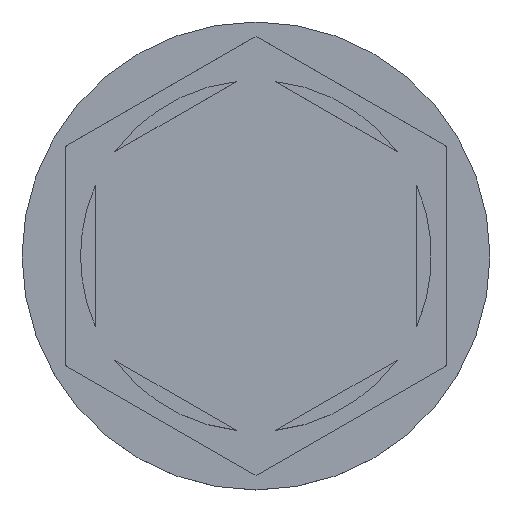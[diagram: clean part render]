
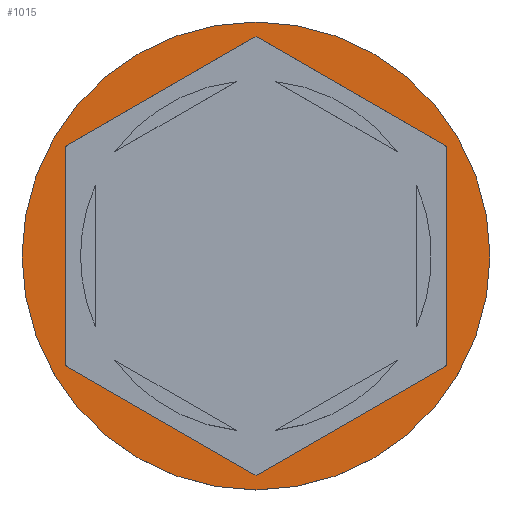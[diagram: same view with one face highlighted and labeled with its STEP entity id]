
A CAD part, top view. The second image highlights one B-rep face of the part: STEP entity #1015.
In plain terms, the highlighted planar face has unit normal (0, 0, 1).
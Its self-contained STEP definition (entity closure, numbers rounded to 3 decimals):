
#91 = LINE ( 'NONE', #861, #1147 ) ;
#102 = DIRECTION ( 'NONE',  ( 1., 0., 0. ) ) ;
#110 = DIRECTION ( 'NONE',  ( 0., -1., 0. ) ) ;
#117 = LINE ( 'NONE', #1637, #948 ) ;
#119 = FACE_OUTER_BOUND ( 'NONE', #1222, .T. ) ;
#122 = LINE ( 'NONE', #521, #1324 ) ;
#268 = EDGE_CURVE ( 'NONE', #1130, #1759, #967, .T. ) ;
#379 = DIRECTION ( 'NONE',  ( 1., 0., 0. ) ) ;
#380 = VERTEX_POINT ( 'NONE', #943 ) ;
#474 = ORIENTED_EDGE ( 'NONE', *, *, #1277, .F. ) ;
#491 = CIRCLE ( 'NONE', #786, 8. ) ;
#493 = PLANE ( 'NONE',  #1576 ) ;
#521 = CARTESIAN_POINT ( 'NONE',  ( -6.5, 3.753, 0. ) ) ;
#548 = CARTESIAN_POINT ( 'NONE',  ( -6.5, -3.753, 0. ) ) ;
#570 = ORIENTED_EDGE ( 'NONE', *, *, #1436, .T. ) ;
#614 = CARTESIAN_POINT ( 'NONE',  ( 0., 7.506, 0. ) ) ;
#618 = VECTOR ( 'NONE', #2474, 1000. ) ;
#630 = DIRECTION ( 'NONE',  ( -0.866, -0.5, 0. ) ) ;
#670 = EDGE_CURVE ( 'NONE', #2309, #1130, #122, .T. ) ;
#674 = ORIENTED_EDGE ( 'NONE', *, *, #1449, .F. ) ;
#749 = LINE ( 'NONE', #924, #618 ) ;
#786 = AXIS2_PLACEMENT_3D ( 'NONE', #1063, #848, #102 ) ;
#809 = LINE ( 'NONE', #614, #1999 ) ;
#848 = DIRECTION ( 'NONE',  ( 0., 0., 1. ) ) ;
#861 = CARTESIAN_POINT ( 'NONE',  ( 6.5, -3.753, 0. ) ) ;
#924 = CARTESIAN_POINT ( 'NONE',  ( 0., -7.506, 0. ) ) ;
#933 = ORIENTED_EDGE ( 'NONE', *, *, #1695, .T. ) ;
#943 = CARTESIAN_POINT ( 'NONE',  ( 8., 0., 0. ) ) ;
#948 = VECTOR ( 'NONE', #1073, 1000. ) ;
#967 = LINE ( 'NONE', #1927, #1196 ) ;
#1015 = ADVANCED_FACE ( 'NONE', ( #1075, #119 ), #493, .T. ) ;
#1063 = CARTESIAN_POINT ( 'NONE',  ( 0., 0., 0. ) ) ;
#1073 = DIRECTION ( 'NONE',  ( -0.866, 0.5, 0. ) ) ;
#1075 = FACE_BOUND ( 'NONE', #1389, .T. ) ;
#1090 = DIRECTION ( 'NONE',  ( 0., 0., 1. ) ) ;
#1123 = CARTESIAN_POINT ( 'NONE',  ( 0., 7.506, 0. ) ) ;
#1130 = VERTEX_POINT ( 'NONE', #548 ) ;
#1147 = VECTOR ( 'NONE', #1623, 1000. ) ;
#1156 = VERTEX_POINT ( 'NONE', #1887 ) ;
#1171 = EDGE_CURVE ( 'NONE', #1759, #2477, #749, .T. ) ;
#1196 = VECTOR ( 'NONE', #2479, 1000. ) ;
#1222 = EDGE_LOOP ( 'NONE', ( #570, #933 ) ) ;
#1244 = DIRECTION ( 'NONE',  ( 1., 0., 0. ) ) ;
#1277 = EDGE_CURVE ( 'NONE', #1966, #2309, #809, .T. ) ;
#1324 = VECTOR ( 'NONE', #110, 1000. ) ;
#1373 = ORIENTED_EDGE ( 'NONE', *, *, #670, .F. ) ;
#1389 = EDGE_LOOP ( 'NONE', ( #674, #2356, #2384, #1667, #1373, #474 ) ) ;
#1436 = EDGE_CURVE ( 'NONE', #380, #1156, #491, .T. ) ;
#1447 = CARTESIAN_POINT ( 'NONE',  ( 6.5, 3.753, 0. ) ) ;
#1449 = EDGE_CURVE ( 'NONE', #2485, #1966, #117, .T. ) ;
#1523 = EDGE_CURVE ( 'NONE', #2477, #2485, #91, .T. ) ;
#1576 = AXIS2_PLACEMENT_3D ( 'NONE', #2045, #1090, #1244 ) ;
#1623 = DIRECTION ( 'NONE',  ( 0., 1., 0. ) ) ;
#1637 = CARTESIAN_POINT ( 'NONE',  ( 6.5, 3.753, 0. ) ) ;
#1667 = ORIENTED_EDGE ( 'NONE', *, *, #268, .F. ) ;
#1695 = EDGE_CURVE ( 'NONE', #1156, #380, #2121, .T. ) ;
#1736 = CARTESIAN_POINT ( 'NONE',  ( 0., 0., 0. ) ) ;
#1759 = VERTEX_POINT ( 'NONE', #1761 ) ;
#1761 = CARTESIAN_POINT ( 'NONE',  ( 0., -7.506, 0. ) ) ;
#1841 = CARTESIAN_POINT ( 'NONE',  ( 6.5, -3.753, 0. ) ) ;
#1876 = AXIS2_PLACEMENT_3D ( 'NONE', #1736, #2134, #379 ) ;
#1887 = CARTESIAN_POINT ( 'NONE',  ( -8., 0., 0. ) ) ;
#1927 = CARTESIAN_POINT ( 'NONE',  ( -6.5, -3.753, 0. ) ) ;
#1966 = VERTEX_POINT ( 'NONE', #1123 ) ;
#1999 = VECTOR ( 'NONE', #630, 1000. ) ;
#2045 = CARTESIAN_POINT ( 'NONE',  ( 0., 0., 0. ) ) ;
#2121 = CIRCLE ( 'NONE', #1876, 8. ) ;
#2134 = DIRECTION ( 'NONE',  ( 0., 0., 1. ) ) ;
#2159 = CARTESIAN_POINT ( 'NONE',  ( -6.5, 3.753, 0. ) ) ;
#2309 = VERTEX_POINT ( 'NONE', #2159 ) ;
#2356 = ORIENTED_EDGE ( 'NONE', *, *, #1523, .F. ) ;
#2384 = ORIENTED_EDGE ( 'NONE', *, *, #1171, .F. ) ;
#2474 = DIRECTION ( 'NONE',  ( 0.866, 0.5, 0. ) ) ;
#2477 = VERTEX_POINT ( 'NONE', #1841 ) ;
#2479 = DIRECTION ( 'NONE',  ( 0.866, -0.5, 0. ) ) ;
#2485 = VERTEX_POINT ( 'NONE', #1447 ) ;
